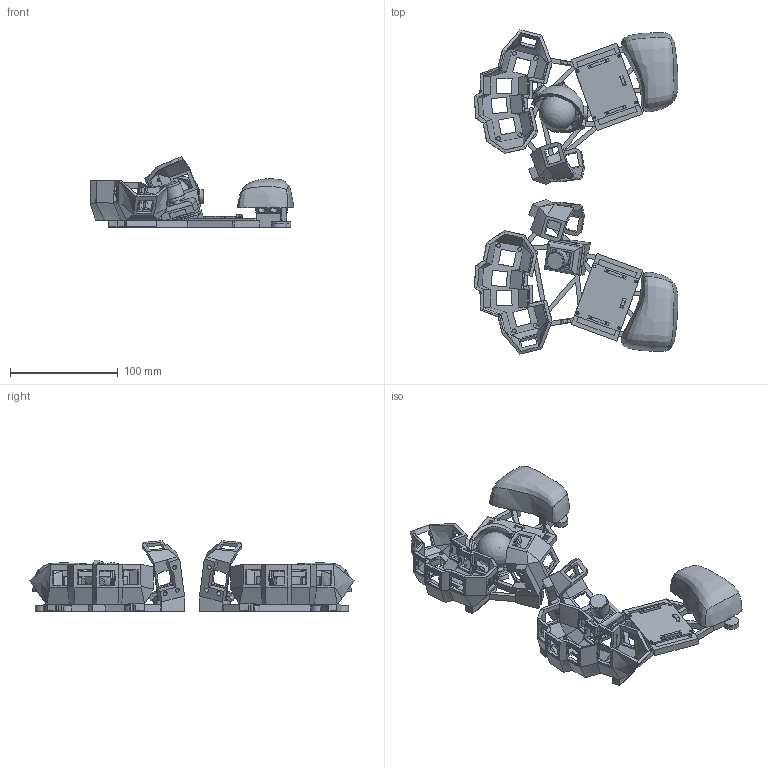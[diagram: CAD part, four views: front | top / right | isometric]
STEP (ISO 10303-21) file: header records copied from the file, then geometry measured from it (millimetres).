
FILE_DESCRIPTION(/* description */ (''),/* implementation_level */ '2;1');
FILE_NAME(/* name */ 'grabbity_gloves.step',/* time_stamp */ '2021-12-29T13:50:49-08:00',/* author */ (''),/* organization */ (''),/* preprocessor_version */ 'ST-DEVELOPER v18.1',/* originating_system */ 'Autodesk Translation Framework v10.10.0.1391',/* authorisation */ '');
FILE_SCHEMA (('AUTOMOTIVE_DESIGN { 1 0 10303 214 3 1 1 }'));
Products named in the file (1): keyboard_90
Bounding box: 189.35 x 301.27 x 65.48 mm (x, y, z)
Volume: 323062.3 mm3; surface area: 172813.1 mm2
Topology: 18 solids, 18 shells, 1572 faces, 4276 edges, 2796 vertices
Faces by surface type: plane 1155, cylinder 211, bspline 196, sphere 6, cone 4
Full cylindrical faces by diameter (mm): 0.59 x6, 1.1 x8, 1.5 x10, 2.44 x2, 2.5 x8, 3.28 x4, 3.5 x22, 4 x48, 6.25 x4, 6.5 x12, 6.92 x1, 12 x10, 12.6 x6, 15.46 x2, 17 x3, 17.22 x1
Entity records: 58089 total; most frequent: CARTESIAN_POINT 19306, ORIENTED_EDGE 8542, DIRECTION 6876, EDGE_CURVE 4271, LINE 3142, VECTOR 3142, VERTEX_POINT 2796, EDGE_LOOP 1899
